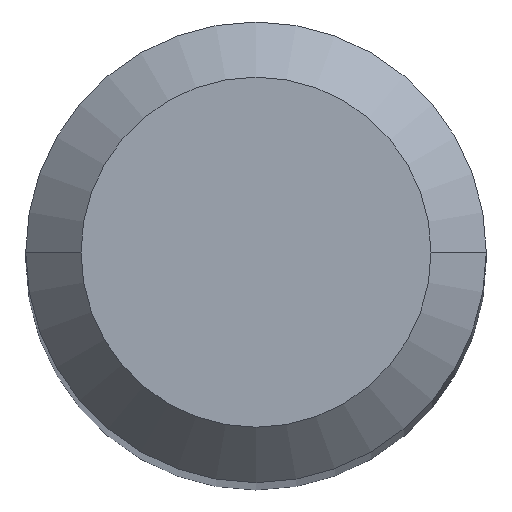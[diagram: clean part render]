
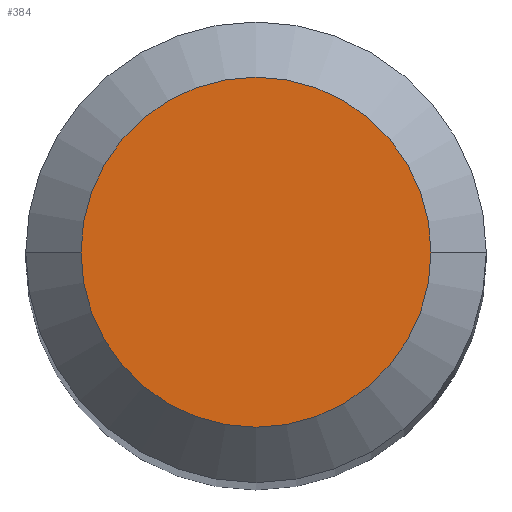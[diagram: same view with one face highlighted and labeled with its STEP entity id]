
A CAD part, top view. The second image highlights one B-rep face of the part: STEP entity #384.
In plain terms, the highlighted planar face has unit normal (0, 0, 1).
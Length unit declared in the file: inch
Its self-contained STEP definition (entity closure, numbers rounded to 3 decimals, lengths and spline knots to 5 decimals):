
#16 = DIRECTION ( 'NONE',  ( 1., 0., 0. ) ) ;
#28 = DIRECTION ( 'NONE',  ( 1., 0., 0. ) ) ;
#55 = CARTESIAN_POINT ( 'NONE',  ( 0., 0., 0. ) ) ;
#104 = AXIS2_PLACEMENT_3D ( 'NONE', #55, #140, #16 ) ;
#132 = PLANE ( 'NONE',  #480 ) ;
#140 = DIRECTION ( 'NONE',  ( 0., 0., 1. ) ) ;
#161 = AXIS2_PLACEMENT_3D ( 'NONE', #433, #465, #28 ) ;
#163 = ORIENTED_EDGE ( 'NONE', *, *, #278, .T. ) ;
#166 = EDGE_CURVE ( 'NONE', #171, #316, #326, .T. ) ;
#170 = FACE_OUTER_BOUND ( 'NONE', #231, .T. ) ;
#171 = VERTEX_POINT ( 'NONE', #469 ) ;
#219 = ORIENTED_EDGE ( 'NONE', *, *, #166, .T. ) ;
#231 = EDGE_LOOP ( 'NONE', ( #219, #163 ) ) ;
#270 = CIRCLE ( 'NONE', #104, 0.0475 ) ;
#278 = EDGE_CURVE ( 'NONE', #316, #171, #270, .T. ) ;
#290 = CARTESIAN_POINT ( 'NONE',  ( 0., 0.0475, 0. ) ) ;
#316 = VERTEX_POINT ( 'NONE', #413 ) ;
#326 = CIRCLE ( 'NONE', #161, 0.0475 ) ;
#384 = ADVANCED_FACE ( 'NONE', ( #170 ), #132, .F. ) ;
#413 = CARTESIAN_POINT ( 'NONE',  ( 0.0475, 0., 0. ) ) ;
#432 = DIRECTION ( 'NONE',  ( 0., 0., -1. ) ) ;
#433 = CARTESIAN_POINT ( 'NONE',  ( 0., 0., 0. ) ) ;
#465 = DIRECTION ( 'NONE',  ( 0., 0., 1. ) ) ;
#469 = CARTESIAN_POINT ( 'NONE',  ( -0.0475, 0., 0. ) ) ;
#480 = AXIS2_PLACEMENT_3D ( 'NONE', #290, #432, #506 ) ;
#506 = DIRECTION ( 'NONE',  ( -1., 0., 0. ) ) ;
